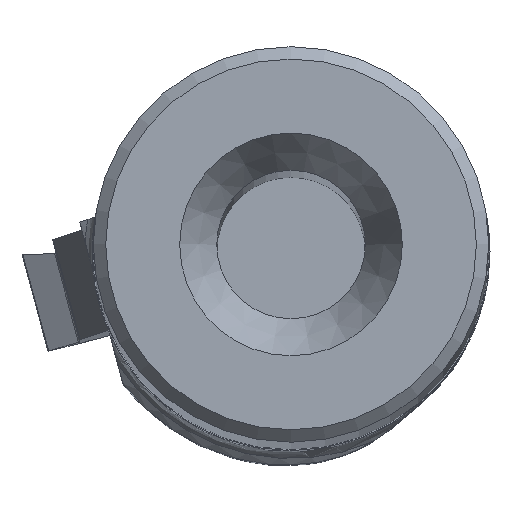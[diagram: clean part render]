
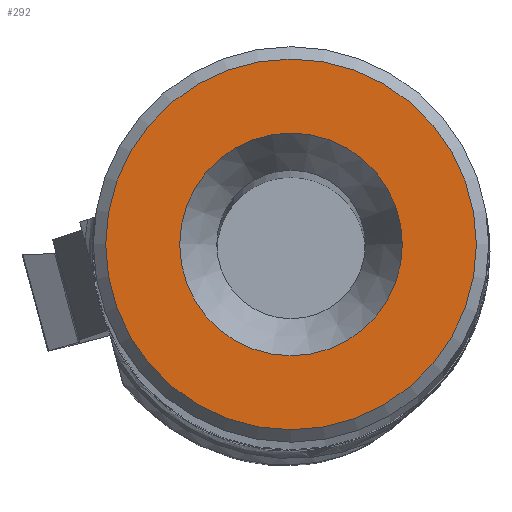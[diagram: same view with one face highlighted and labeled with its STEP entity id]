
A CAD part, top view. The second image highlights one B-rep face of the part: STEP entity #292.
In plain terms, the highlighted planar face has unit normal (0, 0, 1).
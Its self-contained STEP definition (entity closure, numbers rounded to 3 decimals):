
#135=FACE_BOUND('',#483,.T.);
#136=FACE_BOUND('',#484,.T.);
#182=PLANE('',#1828);
#292=ADVANCED_FACE('',(#135,#136),#182,.T.);
#483=EDGE_LOOP('',(#906));
#484=EDGE_LOOP('',(#907));
#541=CIRCLE('',#1826,4.5);
#542=CIRCLE('',#1827,7.493);
#906=ORIENTED_EDGE('',*,*,#1343,.F.);
#907=ORIENTED_EDGE('',*,*,#1344,.T.);
#1133=VERTEX_POINT('',#3013);
#1134=VERTEX_POINT('',#3015);
#1343=EDGE_CURVE('',#1133,#1133,#541,.T.);
#1344=EDGE_CURVE('',#1134,#1134,#542,.T.);
#1826=AXIS2_PLACEMENT_3D('',#3012,#2242,#2243);
#1827=AXIS2_PLACEMENT_3D('',#3014,#2244,#2245);
#1828=AXIS2_PLACEMENT_3D('',#3016,#2246,#2247);
#2242=DIRECTION('',(0.,0.,1.));
#2243=DIRECTION('',(1.,0.,0.));
#2244=DIRECTION('',(0.,0.,1.));
#2245=DIRECTION('',(1.,0.,0.));
#2246=DIRECTION('',(0.,0.,1.));
#2247=DIRECTION('',(1.,0.,0.));
#3012=CARTESIAN_POINT('',(0.,0.,0.));
#3013=CARTESIAN_POINT('',(4.5,0.,0.));
#3014=CARTESIAN_POINT('',(0.,0.,0.));
#3015=CARTESIAN_POINT('',(7.493,0.,0.));
#3016=CARTESIAN_POINT('',(0.,0.,0.));
